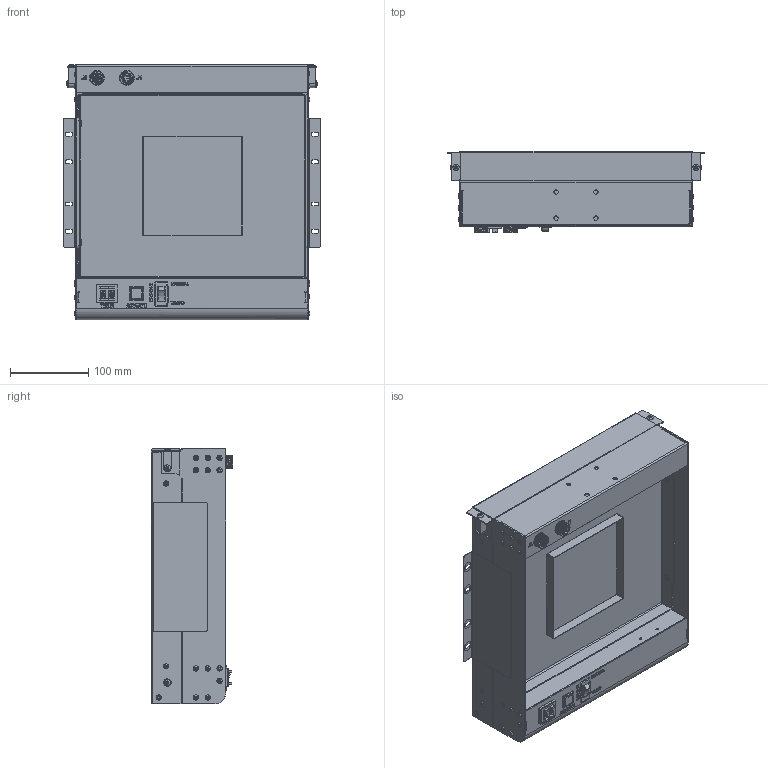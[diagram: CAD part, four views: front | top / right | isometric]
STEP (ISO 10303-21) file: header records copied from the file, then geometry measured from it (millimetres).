
FILE_DESCRIPTION (( 'STEP AP203' ), '1' );
FILE_NAME ('CD-40885 ECE ZIP SHUTT COMP.STEP', '2018-02-05T16:05:15', ( '' ), ( '' ), 'SwSTEP 2.0', 'SolidWorks 2017', '' );
FILE_SCHEMA (( 'CONFIG_CONTROL_DESIGN' ));
Products named in the file (1): CD-40885 ECE ZIP SHUTT COMP
Bounding box: 328.61 x 104.25 x 326.06 mm (x, y, z)
Volume: 6120570.3 mm3; surface area: 424738.8 mm2
Topology: 1 solids, 23 shells, 2562 faces, 6274 edges, 4005 vertices
Faces by surface type: plane 1661, cylinder 357, cone 264, bspline 228, sphere 44, torus 8
Full cylindrical faces by diameter (mm): 1.016 x8, 1.08 x8, 1.664 x4, 2.159 x8, 2.337 x12, 2.718 x4, 2.845 x4, 3.242 x4, 3.327 x4, 3.505 x10, 3.572 x2, 4.166 x4, 4.366 x3, 4.75 x1, 4.762 x14, 5.563 x4, 6.655 x30, 7.925 x6, 7.95 x4, 9.525 x2, 10.77 x2, 19.05 x2
Entity records: 87376 total; most frequent: CARTESIAN_POINT 29877, ORIENTED_EDGE 11910, DIRECTION 10900, EDGE_CURVE 5955, LINE 4172, VECTOR 4172, VERTEX_POINT 3878, AXIS2_PLACEMENT_3D 3364
